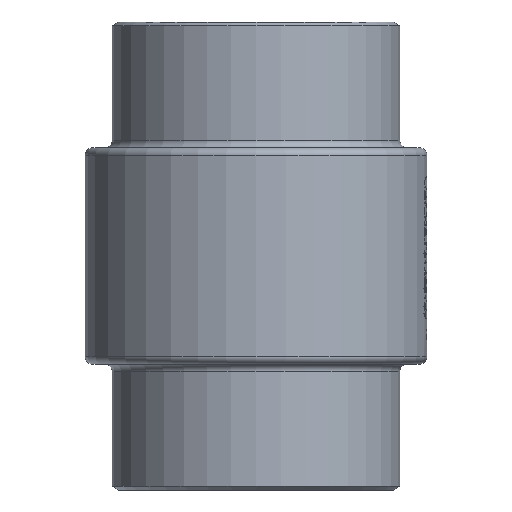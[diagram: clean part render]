
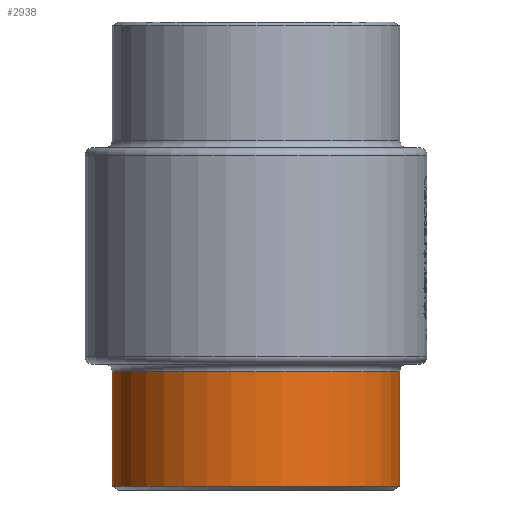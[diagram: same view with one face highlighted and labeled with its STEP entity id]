
A CAD part, front view. The second image highlights one B-rep face of the part: STEP entity #2938.
In plain terms, the highlighted cylindrical face has radius 57.15 mm (diameter 114.3 mm), a partial arc.
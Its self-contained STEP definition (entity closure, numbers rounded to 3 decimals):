
#846 = CIRCLE ( 'NONE', #13693, 57.15 ) ;
#1318 = AXIS2_PLACEMENT_3D ( 'NONE', #10865, #19346, #19642 ) ;
#2938 = ADVANCED_FACE ( 'NONE', ( #9983 ), #16606, .T. ) ;
#5763 = ORIENTED_EDGE ( 'NONE', *, *, #7361, .T. ) ;
#6879 = CARTESIAN_POINT ( 'NONE',  ( 57.15, 0., -184.499 ) ) ;
#7361 = EDGE_CURVE ( 'NONE', #22216, #8742, #16930, .T. ) ;
#7632 = CARTESIAN_POINT ( 'NONE',  ( 57.15, 0., -186. ) ) ;
#7802 = CARTESIAN_POINT ( 'NONE',  ( 0., 0., -139. ) ) ;
#8742 = VERTEX_POINT ( 'NONE', #6879 ) ;
#9552 = ORIENTED_EDGE ( 'NONE', *, *, #11942, .F. ) ;
#9708 = CARTESIAN_POINT ( 'NONE',  ( 0., 0., -186. ) ) ;
#9983 = FACE_OUTER_BOUND ( 'NONE', #26171, .T. ) ;
#10013 = CARTESIAN_POINT ( 'NONE',  ( -57.15, 0., -184.499 ) ) ;
#10865 = CARTESIAN_POINT ( 'NONE',  ( 0., 0., -184.499 ) ) ;
#11942 = EDGE_CURVE ( 'NONE', #20765, #8742, #27331, .T. ) ;
#12011 = DIRECTION ( 'NONE',  ( 0., 0., -1. ) ) ;
#13404 = ORIENTED_EDGE ( 'NONE', *, *, #28290, .T. ) ;
#13693 = AXIS2_PLACEMENT_3D ( 'NONE', #7802, #18720, #23313 ) ;
#13877 = DIRECTION ( 'NONE',  ( 1., 0., 0. ) ) ;
#16434 = CARTESIAN_POINT ( 'NONE',  ( -57.15, 0., -139. ) ) ;
#16563 = DIRECTION ( 'NONE',  ( 0., 0., -1. ) ) ;
#16606 = CYLINDRICAL_SURFACE ( 'NONE', #16859, 57.15 ) ;
#16859 = AXIS2_PLACEMENT_3D ( 'NONE', #9708, #12011, #13877 ) ;
#16930 = CIRCLE ( 'NONE', #1318, 57.15 ) ;
#18117 = VECTOR ( 'NONE', #25164, 1000. ) ;
#18720 = DIRECTION ( 'NONE',  ( 0., 0., -1. ) ) ;
#19207 = VECTOR ( 'NONE', #16563, 1000. ) ;
#19346 = DIRECTION ( 'NONE',  ( 0., 0., 1. ) ) ;
#19554 = CARTESIAN_POINT ( 'NONE',  ( 57.15, 0., -139. ) ) ;
#19642 = DIRECTION ( 'NONE',  ( 1., 0., 0. ) ) ;
#20765 = VERTEX_POINT ( 'NONE', #19554 ) ;
#20800 = ORIENTED_EDGE ( 'NONE', *, *, #28299, .T. ) ;
#22216 = VERTEX_POINT ( 'NONE', #10013 ) ;
#22754 = VERTEX_POINT ( 'NONE', #16434 ) ;
#23313 = DIRECTION ( 'NONE',  ( 1., 0., 0. ) ) ;
#25164 = DIRECTION ( 'NONE',  ( 0., 0., -1. ) ) ;
#25332 = LINE ( 'NONE', #27508, #19207 ) ;
#26171 = EDGE_LOOP ( 'NONE', ( #13404, #20800, #5763, #9552 ) ) ;
#27331 = LINE ( 'NONE', #7632, #18117 ) ;
#27508 = CARTESIAN_POINT ( 'NONE',  ( -57.15, 0., -186. ) ) ;
#28290 = EDGE_CURVE ( 'NONE', #20765, #22754, #846, .T. ) ;
#28299 = EDGE_CURVE ( 'NONE', #22754, #22216, #25332, .T. ) ;
